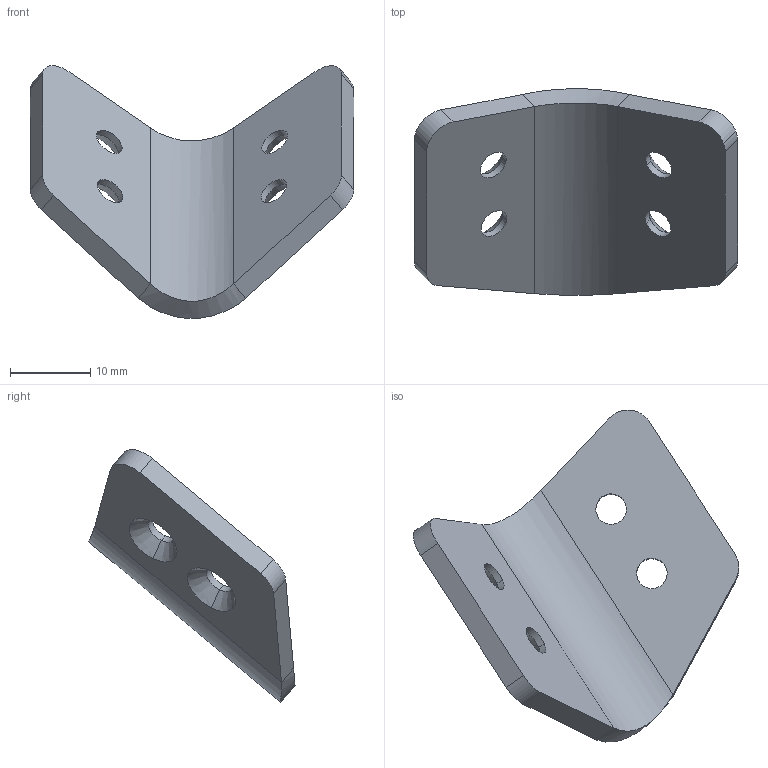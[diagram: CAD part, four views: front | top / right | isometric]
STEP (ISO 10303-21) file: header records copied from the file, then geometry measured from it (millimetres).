
FILE_DESCRIPTION (( 'STEP AP203' ), '1' );
FILE_NAME ('Drum Forks Billet.STEP', '2024-01-27T01:41:47', ( '' ), ( '' ), 'SwSTEP 2.0', 'SolidWorks 2023', '' );
FILE_SCHEMA (( 'CONFIG_CONTROL_DESIGN' ));
Length unit declared in the file: inch
Products named in the file (1): Drum Forks Billet
Bounding box: 40.31 x 25.71 x 31.5 mm (x, y, z)
Volume: 3346 mm3; surface area: 2959.1 mm2
Topology: 1 solids, 1 shells, 35 faces, 83 edges, 50 vertices
Faces by surface type: cylinder 15, plane 10, cone 8, bspline 2
Entity records: 1144 total; most frequent: CARTESIAN_POINT 235, DIRECTION 181, ORIENTED_EDGE 166, EDGE_CURVE 83, AXIS2_PLACEMENT_3D 68, VERTEX_POINT 50, VECTOR 45, LINE 45
